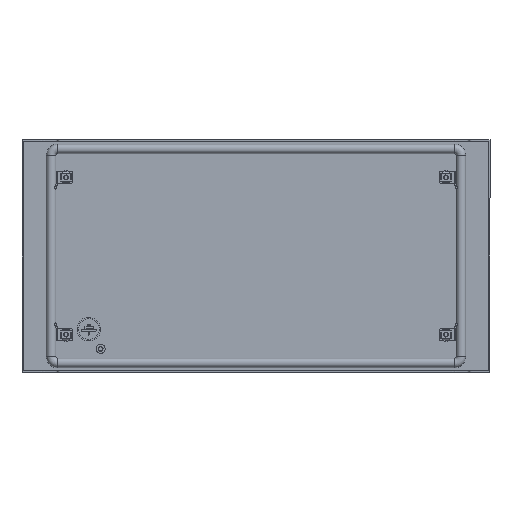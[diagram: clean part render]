
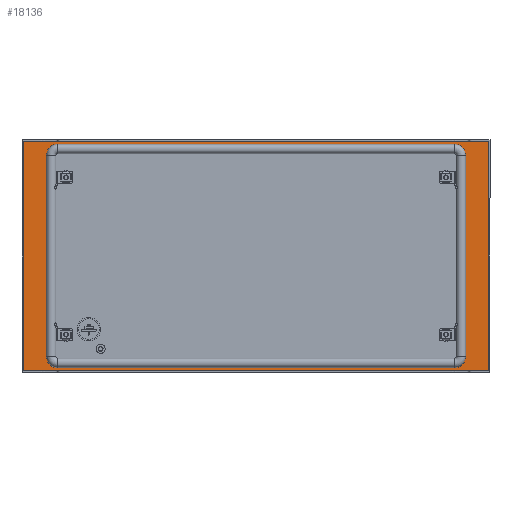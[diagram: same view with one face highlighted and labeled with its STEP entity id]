
A CAD part, left-side view. The second image highlights one B-rep face of the part: STEP entity #18136.
In plain terms, the highlighted planar face has unit normal (-1, 0, 0).
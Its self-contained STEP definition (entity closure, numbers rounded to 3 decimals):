
#176 = EDGE_CURVE ( 'NONE', #13366, #16525, #15386, .T. ) ;
#241 = DIRECTION ( 'NONE',  ( -1., 0., 0. ) ) ;
#817 = ORIENTED_EDGE ( 'NONE', *, *, #1656, .F. ) ;
#1451 = CARTESIAN_POINT ( 'NONE',  ( -2., -295.5, 146. ) ) ;
#1457 = CARTESIAN_POINT ( 'NONE',  ( -2., 252.5, -128. ) ) ;
#1656 = EDGE_CURVE ( 'NONE', #9025, #14031, #13017, .T. ) ;
#1758 = VERTEX_POINT ( 'NONE', #16261 ) ;
#2140 = VERTEX_POINT ( 'NONE', #5356 ) ;
#2155 = AXIS2_PLACEMENT_3D ( 'NONE', #1457, #18715, #4535 ) ;
#2157 = CARTESIAN_POINT ( 'NONE',  ( -2., -295.5, -146. ) ) ;
#2195 = LINE ( 'NONE', #19574, #19065 ) ;
#2468 = DIRECTION ( 'NONE',  ( 0., 0., -1. ) ) ;
#2486 = LINE ( 'NONE', #13666, #19399 ) ;
#2584 = AXIS2_PLACEMENT_3D ( 'NONE', #12468, #6450, #9155 ) ;
#2862 = VECTOR ( 'NONE', #15389, 1000. ) ;
#3009 = ORIENTED_EDGE ( 'NONE', *, *, #10286, .T. ) ;
#3248 = CARTESIAN_POINT ( 'NONE',  ( -2., 266.5, -128. ) ) ;
#3635 = VECTOR ( 'NONE', #19800, 1000. ) ;
#3743 = EDGE_LOOP ( 'NONE', ( #17631, #5618, #16733, #3009, #9940, #11941, #817, #6023 ) ) ;
#3910 = CARTESIAN_POINT ( 'NONE',  ( -2., -266.5, 0. ) ) ;
#4417 = CARTESIAN_POINT ( 'NONE',  ( -2., 0., 0. ) ) ;
#4535 = DIRECTION ( 'NONE',  ( 0., 0., -1. ) ) ;
#4989 = DIRECTION ( 'NONE',  ( 0., 1., 0. ) ) ;
#5339 = ORIENTED_EDGE ( 'NONE', *, *, #19368, .T. ) ;
#5356 = CARTESIAN_POINT ( 'NONE',  ( -2., -252.5, -142. ) ) ;
#5424 = CARTESIAN_POINT ( 'NONE',  ( -2., 252.5, 142. ) ) ;
#5470 = LINE ( 'NONE', #11792, #20089 ) ;
#5558 = DIRECTION ( 'NONE',  ( 0., 1., 0. ) ) ;
#5618 = ORIENTED_EDGE ( 'NONE', *, *, #10138, .T. ) ;
#5734 = CARTESIAN_POINT ( 'NONE',  ( -2., 295.5, 146. ) ) ;
#6023 = ORIENTED_EDGE ( 'NONE', *, *, #12805, .F. ) ;
#6396 = EDGE_CURVE ( 'NONE', #1758, #9127, #9092, .T. ) ;
#6429 = CARTESIAN_POINT ( 'NONE',  ( -2., 0., -146. ) ) ;
#6450 = DIRECTION ( 'NONE',  ( -1., 0., 0. ) ) ;
#6642 = DIRECTION ( 'NONE',  ( 0., -1., 0. ) ) ;
#7178 = VECTOR ( 'NONE', #19170, 1000. ) ;
#7238 = FACE_BOUND ( 'NONE', #3743, .T. ) ;
#8553 = VERTEX_POINT ( 'NONE', #14715 ) ;
#8595 = DIRECTION ( 'NONE',  ( 0., 0., 1. ) ) ;
#8651 = EDGE_CURVE ( 'NONE', #9127, #14031, #5470, .T. ) ;
#8674 = LINE ( 'NONE', #3910, #12824 ) ;
#9025 = VERTEX_POINT ( 'NONE', #5424 ) ;
#9081 = FACE_OUTER_BOUND ( 'NONE', #19945, .T. ) ;
#9092 = CIRCLE ( 'NONE', #2155, 14. ) ;
#9127 = VERTEX_POINT ( 'NONE', #3248 ) ;
#9155 = DIRECTION ( 'NONE',  ( 0., -1., 0. ) ) ;
#9164 = AXIS2_PLACEMENT_3D ( 'NONE', #13047, #19458, #6642 ) ;
#9940 = ORIENTED_EDGE ( 'NONE', *, *, #6396, .T. ) ;
#9986 = CARTESIAN_POINT ( 'NONE',  ( -2., 266.5, 128. ) ) ;
#10138 = EDGE_CURVE ( 'NONE', #8553, #12728, #8674, .T. ) ;
#10286 = EDGE_CURVE ( 'NONE', #2140, #1758, #20060, .T. ) ;
#10538 = ORIENTED_EDGE ( 'NONE', *, *, #176, .T. ) ;
#10909 = EDGE_CURVE ( 'NONE', #17011, #15959, #16051, .T. ) ;
#10955 = DIRECTION ( 'NONE',  ( 0., 1., 0. ) ) ;
#11491 = CIRCLE ( 'NONE', #2584, 14. ) ;
#11792 = CARTESIAN_POINT ( 'NONE',  ( -2., 266.5, -128. ) ) ;
#11928 = ORIENTED_EDGE ( 'NONE', *, *, #17711, .T. ) ;
#11941 = ORIENTED_EDGE ( 'NONE', *, *, #8651, .T. ) ;
#12468 = CARTESIAN_POINT ( 'NONE',  ( -2., -252.5, 128. ) ) ;
#12699 = VECTOR ( 'NONE', #10955, 1000. ) ;
#12728 = VERTEX_POINT ( 'NONE', #17825 ) ;
#12805 = EDGE_CURVE ( 'NONE', #13062, #9025, #2195, .T. ) ;
#12824 = VECTOR ( 'NONE', #2468, 1000. ) ;
#13017 = CIRCLE ( 'NONE', #15656, 14. ) ;
#13047 = CARTESIAN_POINT ( 'NONE',  ( -2., -252.5, -128. ) ) ;
#13062 = VERTEX_POINT ( 'NONE', #17290 ) ;
#13115 = EDGE_CURVE ( 'NONE', #12728, #2140, #13137, .T. ) ;
#13137 = CIRCLE ( 'NONE', #9164, 14. ) ;
#13366 = VERTEX_POINT ( 'NONE', #1451 ) ;
#13457 = DIRECTION ( 'NONE',  ( 0., 0., -1. ) ) ;
#13666 = CARTESIAN_POINT ( 'NONE',  ( -2., 295.5, 0. ) ) ;
#13858 = DIRECTION ( 'NONE',  ( 1., 0., 0. ) ) ;
#14031 = VERTEX_POINT ( 'NONE', #9986 ) ;
#14330 = CARTESIAN_POINT ( 'NONE',  ( -2., -252.5, -142. ) ) ;
#14627 = ORIENTED_EDGE ( 'NONE', *, *, #10909, .T. ) ;
#14715 = CARTESIAN_POINT ( 'NONE',  ( -2., -266.5, 128. ) ) ;
#15386 = LINE ( 'NONE', #20470, #12699 ) ;
#15389 = DIRECTION ( 'NONE',  ( 0., 1., 0. ) ) ;
#15600 = CARTESIAN_POINT ( 'NONE',  ( -2., 295.5, -146. ) ) ;
#15656 = AXIS2_PLACEMENT_3D ( 'NONE', #18757, #241, #19171 ) ;
#15959 = VERTEX_POINT ( 'NONE', #2157 ) ;
#16051 = LINE ( 'NONE', #6429, #7178 ) ;
#16261 = CARTESIAN_POINT ( 'NONE',  ( -2., 252.5, -142. ) ) ;
#16525 = VERTEX_POINT ( 'NONE', #5734 ) ;
#16733 = ORIENTED_EDGE ( 'NONE', *, *, #13115, .T. ) ;
#17011 = VERTEX_POINT ( 'NONE', #15600 ) ;
#17290 = CARTESIAN_POINT ( 'NONE',  ( -2., -252.5, 142. ) ) ;
#17409 = AXIS2_PLACEMENT_3D ( 'NONE', #4417, #13858, #5558 ) ;
#17631 = ORIENTED_EDGE ( 'NONE', *, *, #19971, .F. ) ;
#17711 = EDGE_CURVE ( 'NONE', #15959, #13366, #18342, .T. ) ;
#17825 = CARTESIAN_POINT ( 'NONE',  ( -2., -266.5, -128. ) ) ;
#18136 = ADVANCED_FACE ( 'NONE', ( #9081, #7238 ), #18299, .F. ) ;
#18299 = PLANE ( 'NONE',  #17409 ) ;
#18342 = LINE ( 'NONE', #19583, #3635 ) ;
#18715 = DIRECTION ( 'NONE',  ( 1., 0., 0. ) ) ;
#18757 = CARTESIAN_POINT ( 'NONE',  ( -2., 252.5, 128. ) ) ;
#19065 = VECTOR ( 'NONE', #4989, 1000. ) ;
#19170 = DIRECTION ( 'NONE',  ( 0., -1., 0. ) ) ;
#19171 = DIRECTION ( 'NONE',  ( 0., 0., 1. ) ) ;
#19368 = EDGE_CURVE ( 'NONE', #16525, #17011, #2486, .T. ) ;
#19399 = VECTOR ( 'NONE', #13457, 1000. ) ;
#19458 = DIRECTION ( 'NONE',  ( 1., 0., 0. ) ) ;
#19574 = CARTESIAN_POINT ( 'NONE',  ( -2., -252.5, 142. ) ) ;
#19583 = CARTESIAN_POINT ( 'NONE',  ( -2., -295.5, 0. ) ) ;
#19800 = DIRECTION ( 'NONE',  ( 0., 0., 1. ) ) ;
#19945 = EDGE_LOOP ( 'NONE', ( #11928, #10538, #5339, #14627 ) ) ;
#19971 = EDGE_CURVE ( 'NONE', #8553, #13062, #11491, .T. ) ;
#20060 = LINE ( 'NONE', #14330, #2862 ) ;
#20089 = VECTOR ( 'NONE', #8595, 1000. ) ;
#20470 = CARTESIAN_POINT ( 'NONE',  ( -2., 0., 146. ) ) ;
